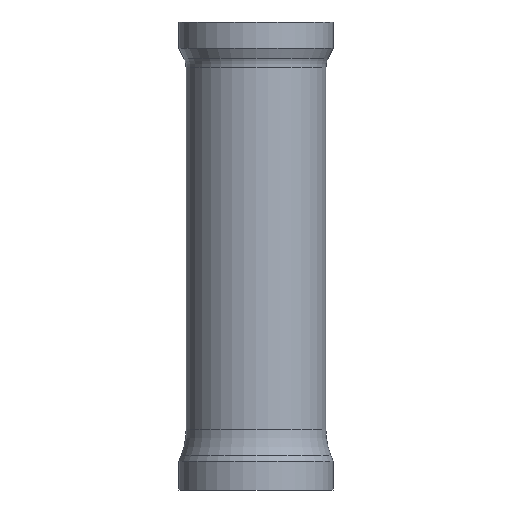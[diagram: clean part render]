
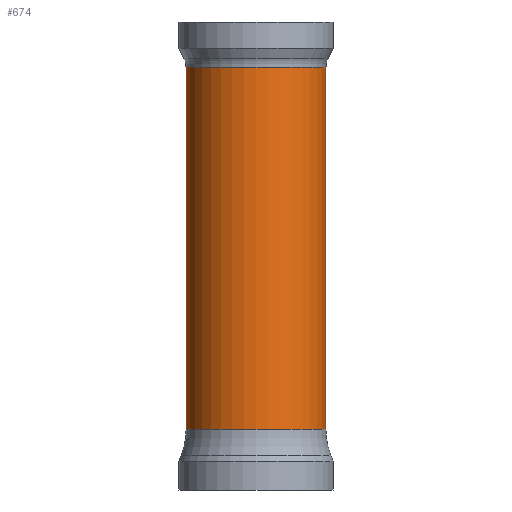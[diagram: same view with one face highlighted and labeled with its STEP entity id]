
A CAD part, front view. The second image highlights one B-rep face of the part: STEP entity #674.
In plain terms, the highlighted cylindrical face has radius 25.4 mm (diameter 50.8 mm), a partial arc.
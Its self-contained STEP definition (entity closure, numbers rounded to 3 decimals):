
#38 = AXIS2_PLACEMENT_3D ( 'NONE', #610, #122, #176 ) ;
#42 = LINE ( 'NONE', #263, #693 ) ;
#43 = VECTOR ( 'NONE', #463, 1000. ) ;
#61 = VERTEX_POINT ( 'NONE', #175 ) ;
#70 = FACE_OUTER_BOUND ( 'NONE', #467, .T. ) ;
#92 = CARTESIAN_POINT ( 'NONE',  ( 0., 0., -148. ) ) ;
#122 = DIRECTION ( 'NONE',  ( 0., 0., 1. ) ) ;
#135 = EDGE_CURVE ( 'NONE', #390, #61, #359, .T. ) ;
#168 = AXIS2_PLACEMENT_3D ( 'NONE', #92, #313, #531 ) ;
#175 = CARTESIAN_POINT ( 'NONE',  ( -25.4, 0., -16.5 ) ) ;
#176 = DIRECTION ( 'NONE',  ( 1., 0., 0. ) ) ;
#218 = EDGE_CURVE ( 'NONE', #401, #319, #42, .T. ) ;
#220 = CARTESIAN_POINT ( 'NONE',  ( -25.4, 0., -148. ) ) ;
#224 = ORIENTED_EDGE ( 'NONE', *, *, #661, .F. ) ;
#242 = ORIENTED_EDGE ( 'NONE', *, *, #135, .F. ) ;
#253 = CIRCLE ( 'NONE', #38, 25.4 ) ;
#256 = EDGE_CURVE ( 'NONE', #390, #401, #479, .T. ) ;
#263 = CARTESIAN_POINT ( 'NONE',  ( 25.4, 0., 0. ) ) ;
#313 = DIRECTION ( 'NONE',  ( 0., 0., 1. ) ) ;
#319 = VERTEX_POINT ( 'NONE', #366 ) ;
#359 = LINE ( 'NONE', #664, #43 ) ;
#366 = CARTESIAN_POINT ( 'NONE',  ( 25.4, 0., -16.5 ) ) ;
#372 = CARTESIAN_POINT ( 'NONE',  ( 25.4, 0., -148. ) ) ;
#385 = AXIS2_PLACEMENT_3D ( 'NONE', #454, #672, #419 ) ;
#390 = VERTEX_POINT ( 'NONE', #220 ) ;
#401 = VERTEX_POINT ( 'NONE', #372 ) ;
#419 = DIRECTION ( 'NONE',  ( 1., 0., 0. ) ) ;
#454 = CARTESIAN_POINT ( 'NONE',  ( 0., 0., 0. ) ) ;
#461 = ORIENTED_EDGE ( 'NONE', *, *, #218, .T. ) ;
#463 = DIRECTION ( 'NONE',  ( 0., 0., 1. ) ) ;
#467 = EDGE_LOOP ( 'NONE', ( #242, #562, #461, #224 ) ) ;
#479 = CIRCLE ( 'NONE', #168, 25.4 ) ;
#483 = DIRECTION ( 'NONE',  ( 0., 0., 1. ) ) ;
#531 = DIRECTION ( 'NONE',  ( 1., 0., 0. ) ) ;
#559 = CYLINDRICAL_SURFACE ( 'NONE', #385, 25.4 ) ;
#562 = ORIENTED_EDGE ( 'NONE', *, *, #256, .T. ) ;
#610 = CARTESIAN_POINT ( 'NONE',  ( 0., 0., -16.5 ) ) ;
#661 = EDGE_CURVE ( 'NONE', #61, #319, #253, .T. ) ;
#664 = CARTESIAN_POINT ( 'NONE',  ( -25.4, 0., 0. ) ) ;
#672 = DIRECTION ( 'NONE',  ( 0., 0., 1. ) ) ;
#674 = ADVANCED_FACE ( 'NONE', ( #70 ), #559, .T. ) ;
#693 = VECTOR ( 'NONE', #483, 1000. ) ;
